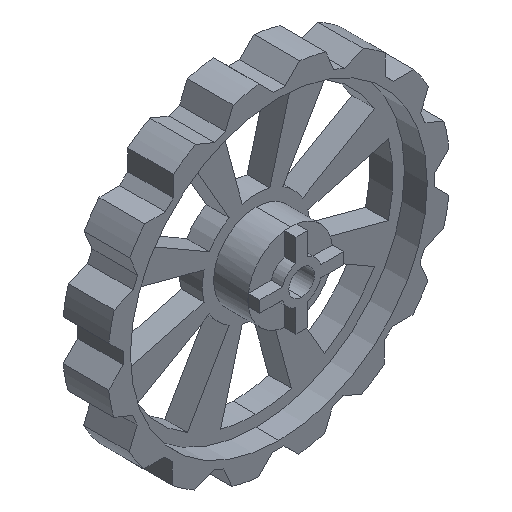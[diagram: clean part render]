
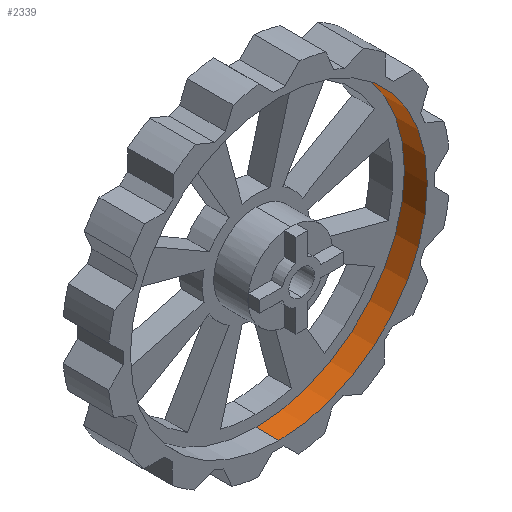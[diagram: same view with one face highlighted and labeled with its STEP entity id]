
A CAD part, isometric view. The second image highlights one B-rep face of the part: STEP entity #2339.
In plain terms, the highlighted cylindrical face has radius 33.02 mm (diameter 66.04 mm), a partial arc.
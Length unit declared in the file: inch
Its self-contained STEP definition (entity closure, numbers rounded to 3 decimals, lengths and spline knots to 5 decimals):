
#105 = VERTEX_POINT ( 'NONE', #645 ) ;
#109 = VERTEX_POINT ( 'NONE', #644 ) ;
#114 = VERTEX_POINT ( 'NONE', #643 ) ;
#118 = VERTEX_POINT ( 'NONE', #642 ) ;
#642 = CARTESIAN_POINT ( 'NONE',  ( 0., 0.2, 1.3 ) ) ;
#643 = CARTESIAN_POINT ( 'NONE',  ( 0., 0.2, -1.3 ) ) ;
#644 = CARTESIAN_POINT ( 'NONE',  ( 0., 0., 1.3 ) ) ;
#645 = CARTESIAN_POINT ( 'NONE',  ( 0., 0., -1.3 ) ) ;
#810 = CARTESIAN_POINT ( 'NONE',  ( 0., 0.2, 0. ) ) ;
#818 = DIRECTION ( 'NONE',  ( 0., -1., 0. ) ) ;
#819 = DIRECTION ( 'NONE',  ( 0., 0., -1. ) ) ;
#1120 = CARTESIAN_POINT ( 'NONE',  ( 0., 0.2, -1.3 ) ) ;
#1130 = CARTESIAN_POINT ( 'NONE',  ( 0., 0.2, 1.3 ) ) ;
#1131 = DIRECTION ( 'NONE',  ( 0., -1., 0. ) ) ;
#1136 = DIRECTION ( 'NONE',  ( 0., -1., 0. ) ) ;
#1445 = ORIENTED_EDGE ( 'NONE', *, *, #3066, .F. ) ;
#1446 = ORIENTED_EDGE ( 'NONE', *, *, #3610, .F. ) ;
#1447 = ORIENTED_EDGE ( 'NONE', *, *, #3064, .T. ) ;
#1448 = ORIENTED_EDGE ( 'NONE', *, *, #3554, .T. ) ;
#1988 = AXIS2_PLACEMENT_3D ( 'NONE', #4159, #4196, #4193 ) ;
#2339 = ADVANCED_FACE ( 'NONE', ( #2645 ), #2640, .F. ) ;
#2480 = LINE ( 'NONE', #1130, #2488 ) ;
#2484 = LINE ( 'NONE', #1120, #2489 ) ;
#2488 = VECTOR ( 'NONE', #1136, 39.37008 ) ;
#2489 = VECTOR ( 'NONE', #1131, 39.37008 ) ;
#2640 = CYLINDRICAL_SURFACE ( 'NONE', #3171, 1.3 ) ;
#2645 = FACE_OUTER_BOUND ( 'NONE', #2897, .T. ) ;
#2897 = EDGE_LOOP ( 'NONE', ( #1445, #1446, #1447, #1448 ) ) ;
#3064 = EDGE_CURVE ( 'NONE', #114, #105, #2484, .T. ) ;
#3066 = EDGE_CURVE ( 'NONE', #118, #109, #2480, .T. ) ;
#3171 = AXIS2_PLACEMENT_3D ( 'NONE', #810, #818, #819 ) ;
#3308 = AXIS2_PLACEMENT_3D ( 'NONE', #4013, #4048, #4049 ) ;
#3554 = EDGE_CURVE ( 'NONE', #105, #109, #4370, .T. ) ;
#3610 = EDGE_CURVE ( 'NONE', #114, #118, #4458, .T. ) ;
#4013 = CARTESIAN_POINT ( 'NONE',  ( 0., 0., 0. ) ) ;
#4048 = DIRECTION ( 'NONE',  ( 0., -1., 0. ) ) ;
#4049 = DIRECTION ( 'NONE',  ( 0., 0., -1. ) ) ;
#4159 = CARTESIAN_POINT ( 'NONE',  ( 0., 0.2, 0. ) ) ;
#4193 = DIRECTION ( 'NONE',  ( 0., 0., -1. ) ) ;
#4196 = DIRECTION ( 'NONE',  ( 0., -1., 0. ) ) ;
#4370 = CIRCLE ( 'NONE', #3308, 1.3 ) ;
#4458 = CIRCLE ( 'NONE', #1988, 1.3 ) ;
